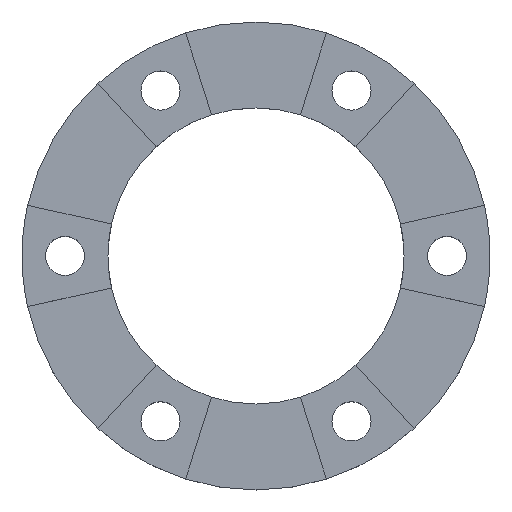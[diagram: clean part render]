
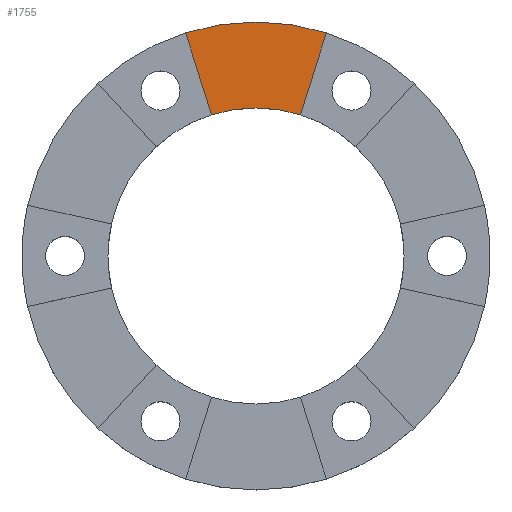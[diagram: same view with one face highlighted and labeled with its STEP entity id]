
A CAD part, top view. The second image highlights one B-rep face of the part: STEP entity #1755.
In plain terms, the highlighted planar face has unit normal (0, 0, 1).
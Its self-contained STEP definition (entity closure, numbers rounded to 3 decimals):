
#175 = ORIENTED_EDGE ( 'NONE', *, *, #1085, .F. ) ;
#212 = CIRCLE ( 'NONE', #1314, 49. ) ;
#218 = FACE_OUTER_BOUND ( 'NONE', #962, .T. ) ;
#310 = LINE ( 'NONE', #1009, #1953 ) ;
#372 = PLANE ( 'NONE',  #1830 ) ;
#477 = CARTESIAN_POINT ( 'NONE',  ( -9.322, 29.565, 2.5 ) ) ;
#490 = AXIS2_PLACEMENT_3D ( 'NONE', #2184, #1881, #815 ) ;
#552 = ORIENTED_EDGE ( 'NONE', *, *, #1099, .T. ) ;
#726 = DIRECTION ( 'NONE',  ( 0., 0., 1. ) ) ;
#738 = CARTESIAN_POINT ( 'NONE',  ( 0., 0., 2.5 ) ) ;
#815 = DIRECTION ( 'NONE',  ( 1., 0., 0. ) ) ;
#907 = CARTESIAN_POINT ( 'NONE',  ( 0., 0., 2.5 ) ) ;
#962 = EDGE_LOOP ( 'NONE', ( #1606, #552, #175, #2018 ) ) ;
#1009 = CARTESIAN_POINT ( 'NONE',  ( 0., 0., 2.5 ) ) ;
#1072 = CIRCLE ( 'NONE', #490, 31. ) ;
#1081 = DIRECTION ( 'NONE',  ( 0., 0., 1. ) ) ;
#1085 = EDGE_CURVE ( 'NONE', #1175, #1809, #1072, .T. ) ;
#1099 = EDGE_CURVE ( 'NONE', #1164, #1809, #310, .T. ) ;
#1117 = CARTESIAN_POINT ( 'NONE',  ( 14.735, 46.732, 2.5 ) ) ;
#1120 = VECTOR ( 'NONE', #1760, 1000. ) ;
#1164 = VERTEX_POINT ( 'NONE', #1414 ) ;
#1175 = VERTEX_POINT ( 'NONE', #2243 ) ;
#1314 = AXIS2_PLACEMENT_3D ( 'NONE', #907, #726, #1615 ) ;
#1414 = CARTESIAN_POINT ( 'NONE',  ( -14.735, 46.732, 2.5 ) ) ;
#1606 = ORIENTED_EDGE ( 'NONE', *, *, #1717, .T. ) ;
#1615 = DIRECTION ( 'NONE',  ( 1., 0., 0. ) ) ;
#1717 = EDGE_CURVE ( 'NONE', #1911, #1164, #212, .T. ) ;
#1718 = DIRECTION ( 'NONE',  ( 0.301, -0.954, 0. ) ) ;
#1755 = ADVANCED_FACE ( 'NONE', ( #218 ), #372, .T. ) ;
#1760 = DIRECTION ( 'NONE',  ( 0.301, 0.954, 0. ) ) ;
#1769 = DIRECTION ( 'NONE',  ( 0.5, 0.866, 0. ) ) ;
#1809 = VERTEX_POINT ( 'NONE', #477 ) ;
#1830 = AXIS2_PLACEMENT_3D ( 'NONE', #738, #1081, #1769 ) ;
#1881 = DIRECTION ( 'NONE',  ( 0., 0., 1. ) ) ;
#1911 = VERTEX_POINT ( 'NONE', #1117 ) ;
#1953 = VECTOR ( 'NONE', #1718, 1000. ) ;
#1958 = CARTESIAN_POINT ( 'NONE',  ( 15.45, 49., 2.5 ) ) ;
#2018 = ORIENTED_EDGE ( 'NONE', *, *, #2160, .T. ) ;
#2160 = EDGE_CURVE ( 'NONE', #1175, #1911, #2264, .T. ) ;
#2184 = CARTESIAN_POINT ( 'NONE',  ( 0., 0., 2.5 ) ) ;
#2243 = CARTESIAN_POINT ( 'NONE',  ( 9.322, 29.565, 2.5 ) ) ;
#2264 = LINE ( 'NONE', #1958, #1120 ) ;
